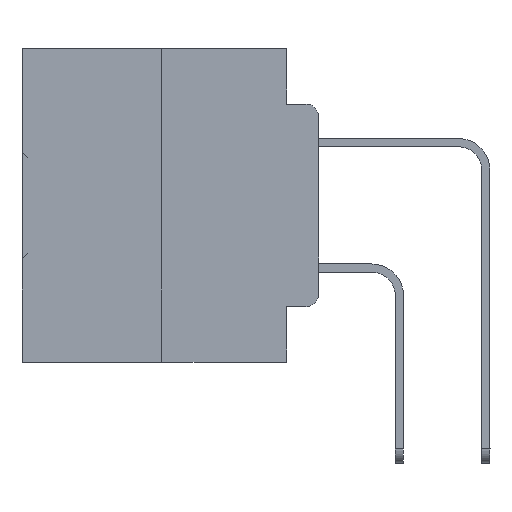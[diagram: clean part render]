
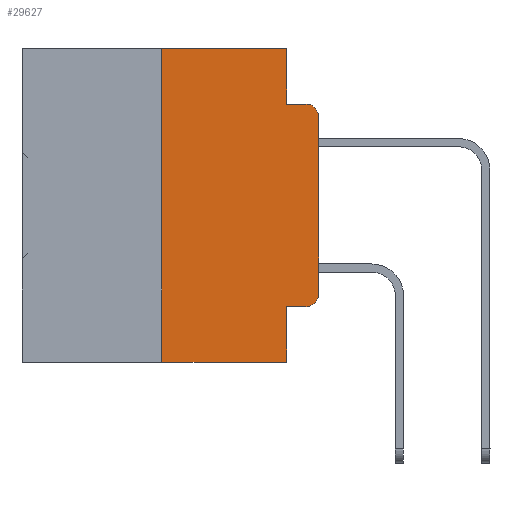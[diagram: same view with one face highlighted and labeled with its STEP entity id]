
A CAD part, left-side view. The second image highlights one B-rep face of the part: STEP entity #29627.
In plain terms, the highlighted planar face has unit normal (-1, 0, 0).
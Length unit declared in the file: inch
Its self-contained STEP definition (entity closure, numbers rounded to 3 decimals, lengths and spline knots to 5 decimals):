
#184 = VERTEX_POINT ( 'NONE', #11029 ) ;
#838 = VECTOR ( 'NONE', #23165, 39.37008 ) ;
#931 = CARTESIAN_POINT ( 'NONE',  ( 0., 0.051, -0.4115 ) ) ;
#1059 = CARTESIAN_POINT ( 'NONE',  ( 0., 0.473, 0. ) ) ;
#1240 = CARTESIAN_POINT ( 'NONE',  ( 0., 0.02, -0.1085 ) ) ;
#1329 = CARTESIAN_POINT ( 'NONE',  ( 0., 0.02, -0.3915 ) ) ;
#1452 = VERTEX_POINT ( 'NONE', #931 ) ;
#2806 = ORIENTED_EDGE ( 'NONE', *, *, #3400, .T. ) ;
#3252 = PLANE ( 'NONE',  #8495 ) ;
#3400 = EDGE_CURVE ( 'NONE', #32162, #184, #14099, .T. ) ;
#3608 = LINE ( 'NONE', #28850, #838 ) ;
#3776 = VERTEX_POINT ( 'NONE', #17708 ) ;
#4756 = EDGE_CURVE ( 'NONE', #3776, #32413, #6674, .T. ) ;
#5046 = LINE ( 'NONE', #9739, #16485 ) ;
#5477 = DIRECTION ( 'NONE',  ( 0., 0., -1. ) ) ;
#6674 = LINE ( 'NONE', #18580, #20490 ) ;
#6941 = DIRECTION ( 'NONE',  ( 0., -1., 0. ) ) ;
#7187 = LINE ( 'NONE', #21825, #32019 ) ;
#8037 = CARTESIAN_POINT ( 'NONE',  ( 0., 0.051, -0.0885 ) ) ;
#8138 = DIRECTION ( 'NONE',  ( 0., 0., 1. ) ) ;
#8495 = AXIS2_PLACEMENT_3D ( 'NONE', #1059, #21534, #5477 ) ;
#9262 = ORIENTED_EDGE ( 'NONE', *, *, #25944, .T. ) ;
#9486 = EDGE_CURVE ( 'NONE', #1452, #32413, #23527, .T. ) ;
#9739 = CARTESIAN_POINT ( 'NONE',  ( 0., 0.051, 0. ) ) ;
#9914 = ORIENTED_EDGE ( 'NONE', *, *, #18223, .F. ) ;
#9938 = CARTESIAN_POINT ( 'NONE',  ( 0., 0.051, -0.0885 ) ) ;
#10364 = ORIENTED_EDGE ( 'NONE', *, *, #16715, .F. ) ;
#10790 = EDGE_CURVE ( 'NONE', #35059, #37297, #5046, .T. ) ;
#11029 = CARTESIAN_POINT ( 'NONE',  ( 0., 0., -0.3915 ) ) ;
#13054 = CIRCLE ( 'NONE', #16848, 0.02 ) ;
#13251 = DIRECTION ( 'NONE',  ( -1., 0., 0. ) ) ;
#13687 = ORIENTED_EDGE ( 'NONE', *, *, #10790, .F. ) ;
#14099 = CIRCLE ( 'NONE', #14950, 0.02 ) ;
#14253 = CARTESIAN_POINT ( 'NONE',  ( 0., 0.02, -0.4115 ) ) ;
#14950 = AXIS2_PLACEMENT_3D ( 'NONE', #1329, #13251, #36530 ) ;
#16485 = VECTOR ( 'NONE', #30342, 39.37008 ) ;
#16715 = EDGE_CURVE ( 'NONE', #27171, #35059, #16799, .T. ) ;
#16799 = LINE ( 'NONE', #19825, #25604 ) ;
#16848 = AXIS2_PLACEMENT_3D ( 'NONE', #1240, #33110, #21782 ) ;
#17001 = VECTOR ( 'NONE', #18542, 39.37008 ) ;
#17041 = CARTESIAN_POINT ( 'NONE',  ( 0., 0.051, 0. ) ) ;
#17708 = CARTESIAN_POINT ( 'NONE',  ( 0., 0.25, -0.5 ) ) ;
#18223 = EDGE_CURVE ( 'NONE', #37297, #27084, #24377, .T. ) ;
#18420 = CARTESIAN_POINT ( 'NONE',  ( 0., 0.051, -0.5 ) ) ;
#18542 = DIRECTION ( 'NONE',  ( 0., -1., 0. ) ) ;
#18580 = CARTESIAN_POINT ( 'NONE',  ( 0., 0.473, -0.5 ) ) ;
#18894 = DIRECTION ( 'NONE',  ( 0., 0., -1. ) ) ;
#19328 = ORIENTED_EDGE ( 'NONE', *, *, #22301, .T. ) ;
#19701 = ORIENTED_EDGE ( 'NONE', *, *, #37692, .T. ) ;
#19825 = CARTESIAN_POINT ( 'NONE',  ( 0., 0.473, 0. ) ) ;
#20490 = VECTOR ( 'NONE', #30587, 39.37008 ) ;
#21534 = DIRECTION ( 'NONE',  ( 1., 0., 0. ) ) ;
#21782 = DIRECTION ( 'NONE',  ( 0., 0., -1. ) ) ;
#21825 = CARTESIAN_POINT ( 'NONE',  ( 0., 0.051, -0.4115 ) ) ;
#22301 = EDGE_CURVE ( 'NONE', #23222, #27084, #13054, .T. ) ;
#23165 = DIRECTION ( 'NONE',  ( 0., 0., 1. ) ) ;
#23222 = VERTEX_POINT ( 'NONE', #26664 ) ;
#23527 = LINE ( 'NONE', #28213, #33635 ) ;
#24013 = EDGE_CURVE ( 'NONE', #3776, #27171, #36840, .T. ) ;
#24198 = ORIENTED_EDGE ( 'NONE', *, *, #4756, .T. ) ;
#24377 = LINE ( 'NONE', #9938, #17001 ) ;
#24837 = CARTESIAN_POINT ( 'NONE',  ( 0., 0.02, -0.0885 ) ) ;
#24958 = ORIENTED_EDGE ( 'NONE', *, *, #9486, .F. ) ;
#25604 = VECTOR ( 'NONE', #37050, 39.37008 ) ;
#25910 = CARTESIAN_POINT ( 'NONE',  ( 0., 0.25, 0. ) ) ;
#25944 = EDGE_CURVE ( 'NONE', #184, #23222, #3608, .T. ) ;
#26664 = CARTESIAN_POINT ( 'NONE',  ( 0., 0., -0.1085 ) ) ;
#27084 = VERTEX_POINT ( 'NONE', #24837 ) ;
#27171 = VERTEX_POINT ( 'NONE', #25910 ) ;
#28213 = CARTESIAN_POINT ( 'NONE',  ( 0., 0.051, 0. ) ) ;
#28754 = ORIENTED_EDGE ( 'NONE', *, *, #24013, .F. ) ;
#28789 = EDGE_LOOP ( 'NONE', ( #9262, #19328, #9914, #13687, #10364, #28754, #24198, #24958, #19701, #2806 ) ) ;
#28850 = CARTESIAN_POINT ( 'NONE',  ( 0., 0., 0. ) ) ;
#29627 = ADVANCED_FACE ( 'NONE', ( #30527 ), #3252, .F. ) ;
#30342 = DIRECTION ( 'NONE',  ( 0., 0., -1. ) ) ;
#30527 = FACE_OUTER_BOUND ( 'NONE', #28789, .T. ) ;
#30587 = DIRECTION ( 'NONE',  ( 0., -1., 0. ) ) ;
#32019 = VECTOR ( 'NONE', #6941, 39.37008 ) ;
#32162 = VERTEX_POINT ( 'NONE', #14253 ) ;
#32413 = VERTEX_POINT ( 'NONE', #18420 ) ;
#33110 = DIRECTION ( 'NONE',  ( -1., 0., 0. ) ) ;
#33635 = VECTOR ( 'NONE', #18894, 39.37008 ) ;
#33651 = VECTOR ( 'NONE', #8138, 39.37008 ) ;
#35059 = VERTEX_POINT ( 'NONE', #17041 ) ;
#36530 = DIRECTION ( 'NONE',  ( 0., 0., -1. ) ) ;
#36840 = LINE ( 'NONE', #37178, #33651 ) ;
#37050 = DIRECTION ( 'NONE',  ( 0., -1., 0. ) ) ;
#37178 = CARTESIAN_POINT ( 'NONE',  ( 0., 0.25, 0. ) ) ;
#37297 = VERTEX_POINT ( 'NONE', #8037 ) ;
#37692 = EDGE_CURVE ( 'NONE', #1452, #32162, #7187, .T. ) ;
